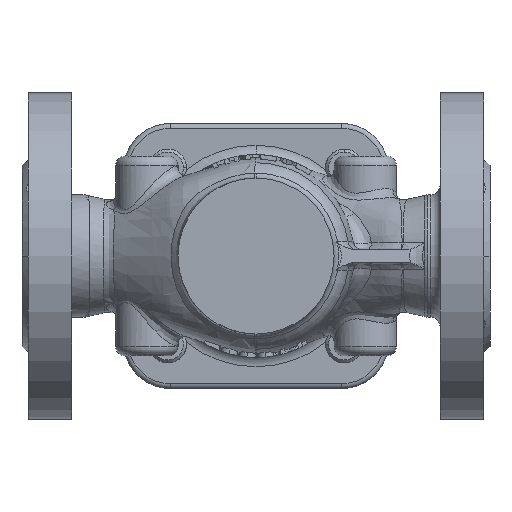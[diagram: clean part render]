
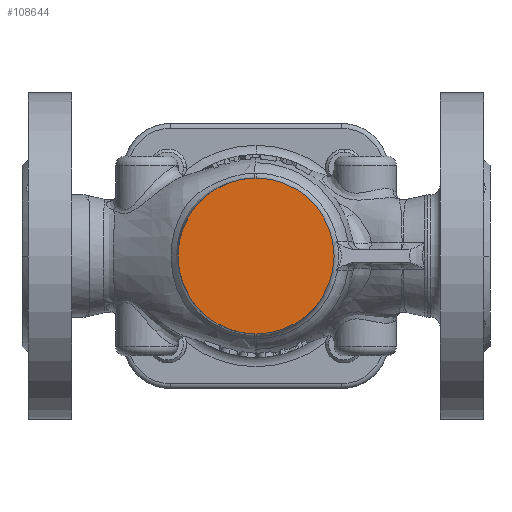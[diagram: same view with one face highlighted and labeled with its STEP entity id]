
A CAD part, front view. The second image highlights one B-rep face of the part: STEP entity #108644.
In plain terms, the highlighted planar face has unit normal (0, -1, 0).
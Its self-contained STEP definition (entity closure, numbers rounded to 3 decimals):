
#4664 = DIRECTION ( 'NONE',  ( 0., 1., 0. ) ) ;
#26488 = DIRECTION ( 'NONE',  ( 0., 1., 0. ) ) ;
#33612 = AXIS2_PLACEMENT_3D ( 'NONE', #101758, #4664, #118042 ) ;
#49132 = PLANE ( 'NONE',  #88695 ) ;
#51472 = CIRCLE ( 'NONE', #150995, 25. ) ;
#81701 = DIRECTION ( 'NONE',  ( 0., 0., 1. ) ) ;
#83232 = ORIENTED_EDGE ( 'NONE', *, *, #171137, .F. ) ;
#88695 = AXIS2_PLACEMENT_3D ( 'NONE', #92489, #178725, #81701 ) ;
#90159 = CIRCLE ( 'NONE', #33612, 25. ) ;
#92489 = CARTESIAN_POINT ( 'NONE',  ( 0., -53., 0. ) ) ;
#101758 = CARTESIAN_POINT ( 'NONE',  ( 0., -53., 0. ) ) ;
#102493 = VERTEX_POINT ( 'NONE', #159186 ) ;
#108644 = ADVANCED_FACE ( 'NONE', ( #118676 ), #49132, .T. ) ;
#118042 = DIRECTION ( 'NONE',  ( 0., 0., -1. ) ) ;
#118676 = FACE_OUTER_BOUND ( 'NONE', #160115, .T. ) ;
#123533 = CARTESIAN_POINT ( 'NONE',  ( 0., -53., 0. ) ) ;
#139837 = DIRECTION ( 'NONE',  ( 0., 0., -1. ) ) ;
#150995 = AXIS2_PLACEMENT_3D ( 'NONE', #123533, #26488, #139837 ) ;
#159186 = CARTESIAN_POINT ( 'NONE',  ( 0., -53., 25. ) ) ;
#160041 = ORIENTED_EDGE ( 'NONE', *, *, #197775, .F. ) ;
#160115 = EDGE_LOOP ( 'NONE', ( #83232, #160041 ) ) ;
#164512 = CARTESIAN_POINT ( 'NONE',  ( 0., -53., -25. ) ) ;
#171137 = EDGE_CURVE ( 'NONE', #102493, #179339, #51472, .T. ) ;
#178725 = DIRECTION ( 'NONE',  ( 0., -1., 0. ) ) ;
#179339 = VERTEX_POINT ( 'NONE', #164512 ) ;
#197775 = EDGE_CURVE ( 'NONE', #179339, #102493, #90159, .T. ) ;
